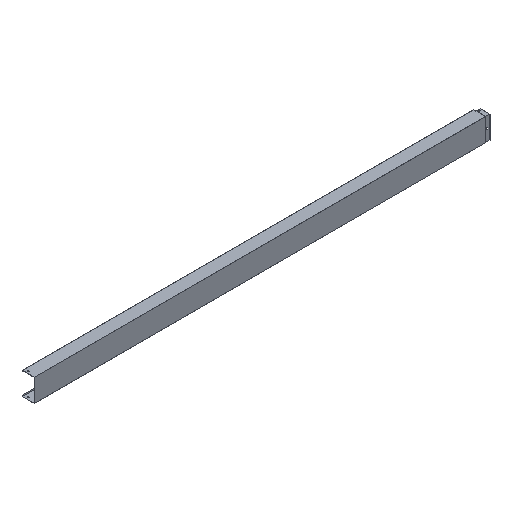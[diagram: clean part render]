
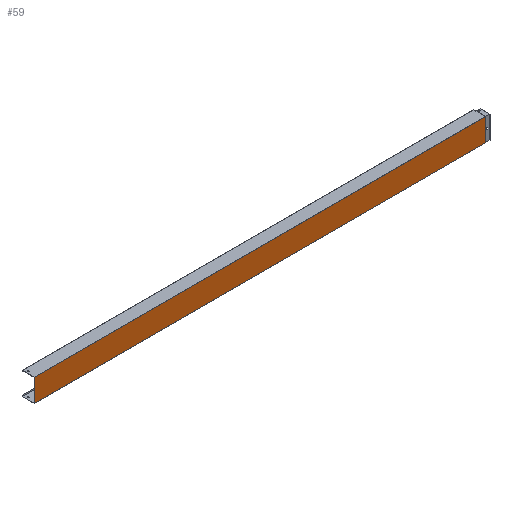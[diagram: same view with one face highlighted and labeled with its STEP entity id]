
A CAD part, isometric view. The second image highlights one B-rep face of the part: STEP entity #59.
In plain terms, the highlighted planar face has unit normal (0, -1, 0).
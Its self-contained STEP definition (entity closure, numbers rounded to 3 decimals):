
#1 = CARTESIAN_POINT ( 'NONE',  ( -2970., 0., 75. ) ) ;
#59 = ADVANCED_FACE ( 'NONE', ( #1737 ), #128, .T. ) ;
#76 = VERTEX_POINT ( 'NONE', #1137 ) ;
#97 = ORIENTED_EDGE ( 'NONE', *, *, #527, .T. ) ;
#128 = PLANE ( 'NONE',  #444 ) ;
#164 = EDGE_CURVE ( 'NONE', #762, #1061, #753, .T. ) ;
#246 = DIRECTION ( 'NONE',  ( 0., 0., -1. ) ) ;
#322 = LINE ( 'NONE', #528, #1030 ) ;
#350 = CARTESIAN_POINT ( 'NONE',  ( 150.002, 0., -75. ) ) ;
#409 = ORIENTED_EDGE ( 'NONE', *, *, #940, .T. ) ;
#426 = CARTESIAN_POINT ( 'NONE',  ( 2.261, 0., 75. ) ) ;
#430 = CARTESIAN_POINT ( 'NONE',  ( -2970., 0., 75. ) ) ;
#444 = AXIS2_PLACEMENT_3D ( 'NONE', #1747, #1523, #246 ) ;
#527 = EDGE_CURVE ( 'NONE', #76, #851, #322, .T. ) ;
#528 = CARTESIAN_POINT ( 'NONE',  ( 2.261, 0., -75. ) ) ;
#545 = ORIENTED_EDGE ( 'NONE', *, *, #631, .F. ) ;
#631 = EDGE_CURVE ( 'NONE', #76, #1061, #672, .T. ) ;
#634 = DIRECTION ( 'NONE',  ( -1., 0., 0. ) ) ;
#672 = LINE ( 'NONE', #350, #1350 ) ;
#753 = LINE ( 'NONE', #430, #1717 ) ;
#762 = VERTEX_POINT ( 'NONE', #1 ) ;
#851 = VERTEX_POINT ( 'NONE', #426 ) ;
#940 = EDGE_CURVE ( 'NONE', #851, #762, #1282, .T. ) ;
#963 = VECTOR ( 'NONE', #1688, 1000. ) ;
#1030 = VECTOR ( 'NONE', #1396, 1000. ) ;
#1061 = VERTEX_POINT ( 'NONE', #1371 ) ;
#1130 = ORIENTED_EDGE ( 'NONE', *, *, #164, .T. ) ;
#1137 = CARTESIAN_POINT ( 'NONE',  ( 2.261, 0., -75. ) ) ;
#1174 = DIRECTION ( 'NONE',  ( 0., 0., -1. ) ) ;
#1282 = LINE ( 'NONE', #1581, #963 ) ;
#1350 = VECTOR ( 'NONE', #634, 1000. ) ;
#1371 = CARTESIAN_POINT ( 'NONE',  ( -2970., 0., -75. ) ) ;
#1396 = DIRECTION ( 'NONE',  ( 0., 0., 1. ) ) ;
#1523 = DIRECTION ( 'NONE',  ( 0., -1., 0. ) ) ;
#1581 = CARTESIAN_POINT ( 'NONE',  ( 150.002, 0., 75. ) ) ;
#1670 = EDGE_LOOP ( 'NONE', ( #545, #97, #409, #1130 ) ) ;
#1688 = DIRECTION ( 'NONE',  ( -1., 0., 0. ) ) ;
#1717 = VECTOR ( 'NONE', #1174, 1000. ) ;
#1737 = FACE_OUTER_BOUND ( 'NONE', #1670, .T. ) ;
#1747 = CARTESIAN_POINT ( 'NONE',  ( -2970., 0., 75. ) ) ;
